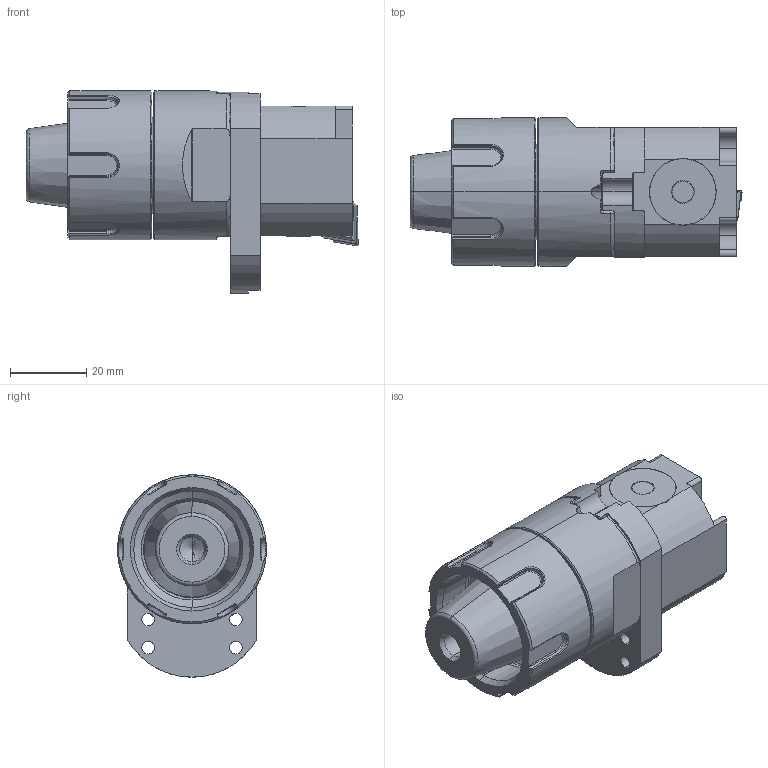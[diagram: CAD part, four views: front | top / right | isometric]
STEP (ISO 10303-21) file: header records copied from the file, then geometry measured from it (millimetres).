
FILE_DESCRIPTION (( 'STEP AP214' ), '1' );
FILE_NAME ('216.025.000C.STEP', '2024-08-30T11:13:08', ( '' ), ( '' ), 'SwSTEP 2.0', 'SolidWorks 2022', '' );
FILE_SCHEMA (( 'AUTOMOTIVE_DESIGN' ));
Length unit declared in the file: millimetre
Products named in the file (18): DIN 3771 - 11x1; EH1-WCA.016.024; EH1-WCA.016.024_A_fertigbearbeitet; BN 1375 - ø16xø8.2x0.4_vorgespannt; 216.025.000C; Exx-EH1.038.023_B; DIN 3771 - 13x2; CCMT060204; EH1-BG1.013.034_A; E25-EH1.K01.059_D; ISO 4026 - M5 x 10_ISO 4026 - M5 x 10; MSX-ER1.XXX.XXX_A_Mutter Spannzangenkegel E25; EH1-BG1.016.010_B; DIN 5401-03; WCA-ER2.001.005_A; ISO 2338 - 2 h8 x 10; EH1-EB1.053.008_A; Exx-EH1.038.023_BG1
Assembly tree (31 placements, depth 4):
  216.025.000C
    E25-EH1.K01.059_D
    MSX-ER1.XXX.XXX_A_Mutter Spannzangenkegel E25
    Exx-EH1.038.023_BG1
      Exx-EH1.038.023_B
      EH1-BG1.016.010_B
      EH1-WCA.016.024
        EH1-WCA.016.024_A_fertigbearbeitet
        CCMT060204
        DIN 3771 - 13x2
        WCA-ER2.001.005_A
      EH1-BG1.013.034_A
      DIN 5401-03  x10
      DIN 3771 - 11x1
      BN 1375 - ø16xø8.2x0.4_vorgespannt  x6
      ISO 4026 - M5 x 10_ISO 4026 - M5 x 10
      ISO 2338 - 2 h8 x 10
    EH1-EB1.053.008_A
Bounding box: 87 x 39 x 53 mm (x, y, z)
Volume: 74572.3 mm3; surface area: 37431.7 mm2
Topology: 29 solids, 29 shells, 1372 faces, 3604 edges, 2293 vertices
Faces by surface type: plane 604, cylinder 239, cone 226, bspline 204, torus 77, sphere 22
Entity records: 59578 total; most frequent: CARTESIAN_POINT 20750, ORIENTED_EDGE 6872, DIRECTION 5587, EDGE_CURVE 3436, VERTEX_POINT 2205, AXIS2_PLACEMENT_3D 1954, VECTOR 1679, LINE 1679
